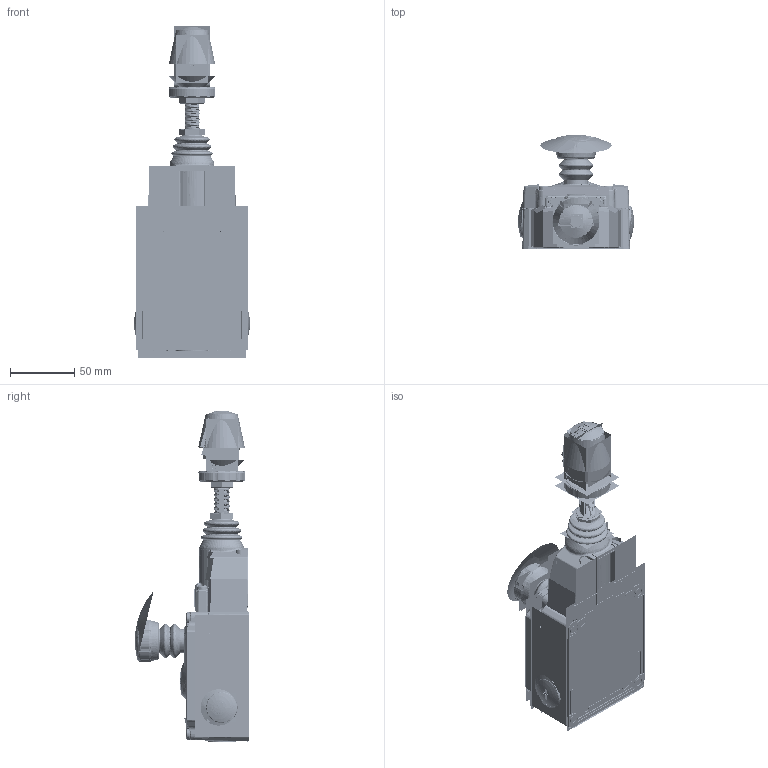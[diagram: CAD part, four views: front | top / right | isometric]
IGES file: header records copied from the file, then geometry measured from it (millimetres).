
Start section:  PTC IGES file: 192586.igs
Global section: file name: 192586.igs; native system: Creo Parametric by Parametric Technology Corporation; preprocessor: 2013230; author: pdmadmin; organization: Unknown; date: 20160127.153130; units: millimetre
Bounding box: 90.81 x 88.81 x 258.24 mm (x, y, z)
Volume: 1819.8 mm3; surface area: 1460738.7 mm2
Topology: 4 solids, 5 shells, 11170 faces, 77057 edges, 110228 vertices
Faces by surface type: revolution 5752, bspline 5418
